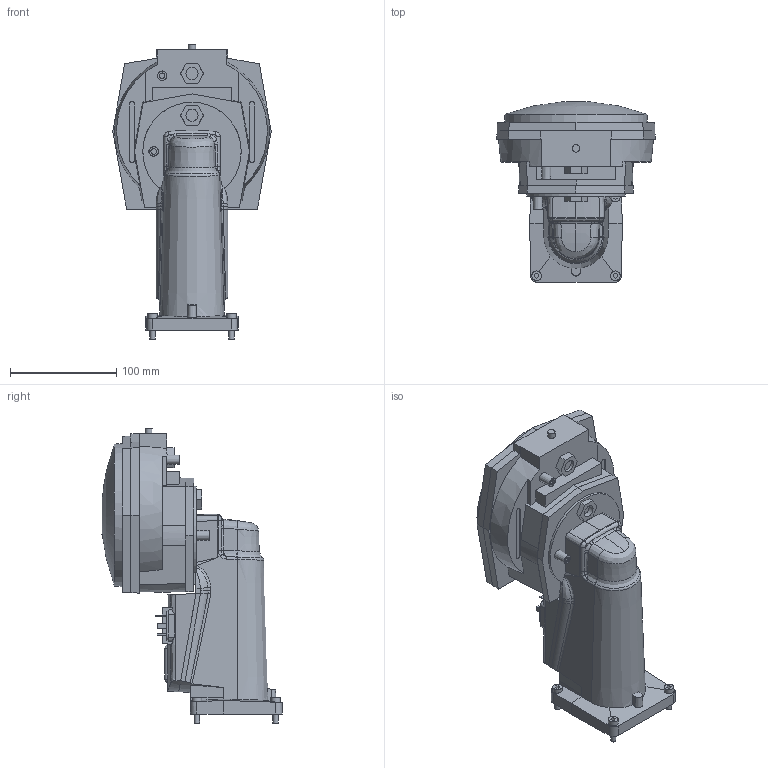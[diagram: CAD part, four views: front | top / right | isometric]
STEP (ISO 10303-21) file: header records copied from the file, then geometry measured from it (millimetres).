
FILE_DESCRIPTION(/* description */ ('Step214-Parts for PM'),/* implementation_level */ '2;1');
FILE_NAME(/* name */ 'SKP75...ISO.stp',/* time_stamp */ '2016-04-01T14:47:07+02:00',/* author */ ('EMC'),/* organization */ ('Siemens'),/* preprocessor_version */ 'ST-DEVELOPER v15',/* originating_system */ 'SIEMENS PLM Software NX 8.5',/* authorisation */ 'EMC/PM');
FILE_SCHEMA (('AUTOMOTIVE_DESIGN { 1 0 10303 214 3 1 1 1 }'));
Length unit declared in the file: millimetre
Products named in the file (1): Volc1A581F4Dy4is
Bounding box: 148.78 x 169.14 x 277.4 mm (x, y, z)
Volume: 2004409.8 mm3; surface area: 136643.5 mm2
Topology: 1 solids, 2 shells, 455 faces, 1182 edges, 771 vertices
Faces by surface type: plane 309, bspline 52, cone 44, cylinder 41, sphere 5, torus 4
Full cylindrical faces by diameter (mm): 3.4 x2, 5 x4, 5.188 x1, 7 x1, 7.5 x2, 9 x5, 11.445 x2
Entity records: 17811 total; most frequent: CARTESIAN_POINT 4030, ORIENTED_EDGE 2228, DIRECTION 2048, EDGE_CURVE 1114, VERTEX_POINT 750, LINE 694, VECTOR 694, AXIS2_PLACEMENT_3D 677
